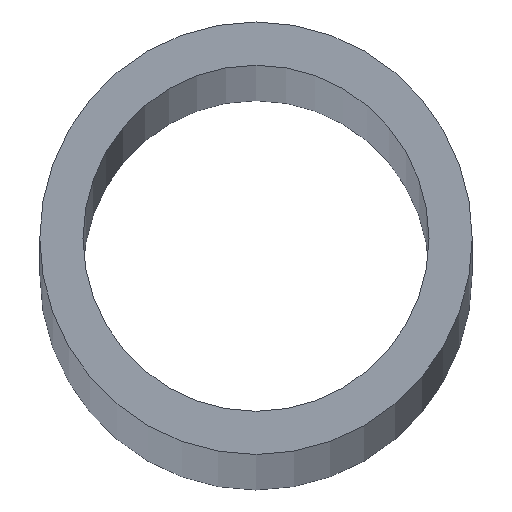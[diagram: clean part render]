
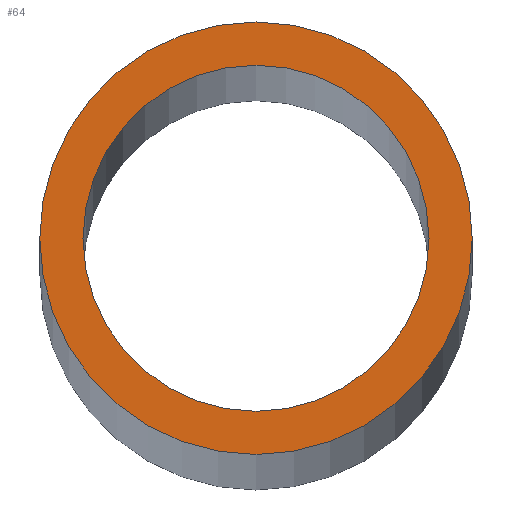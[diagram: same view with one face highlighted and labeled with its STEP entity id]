
A CAD part, top view. The second image highlights one B-rep face of the part: STEP entity #64.
In plain terms, the highlighted planar face has unit normal (0, 0, 1).
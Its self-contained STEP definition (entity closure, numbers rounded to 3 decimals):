
#14=FACE_BOUND('',#27,.T.);
#16=PLANE('',#86);
#22=FACE_OUTER_BOUND('',#26,.T.);
#26=EDGE_LOOP('',(#56));
#27=EDGE_LOOP('',(#57));
#34=CIRCLE('',#81,4.);
#36=CIRCLE('',#84,5.);
#38=VERTEX_POINT('',#110);
#40=VERTEX_POINT('',#116);
#42=EDGE_CURVE('',#38,#38,#34,.T.);
#45=EDGE_CURVE('',#40,#40,#36,.T.);
#56=ORIENTED_EDGE('',*,*,#45,.T.);
#57=ORIENTED_EDGE('',*,*,#42,.T.);
#64=ADVANCED_FACE('',(#22,#14),#16,.T.);
#81=AXIS2_PLACEMENT_3D('',#111,#92,#93);
#84=AXIS2_PLACEMENT_3D('',#117,#99,#100);
#86=AXIS2_PLACEMENT_3D('',#121,#104,#105);
#92=DIRECTION('center_axis',(0.,0.,-1.));
#93=DIRECTION('ref_axis',(1.,0.,0.));
#99=DIRECTION('center_axis',(0.,0.,1.));
#100=DIRECTION('ref_axis',(1.,0.,0.));
#104=DIRECTION('center_axis',(0.,0.,1.));
#105=DIRECTION('ref_axis',(1.,0.,0.));
#110=CARTESIAN_POINT('',(-4.,0.,470.));
#111=CARTESIAN_POINT('Origin',(0.,0.,470.));
#116=CARTESIAN_POINT('',(-5.,0.,470.));
#117=CARTESIAN_POINT('Origin',(0.,0.,470.));
#121=CARTESIAN_POINT('Origin',(0.,0.,470.));
